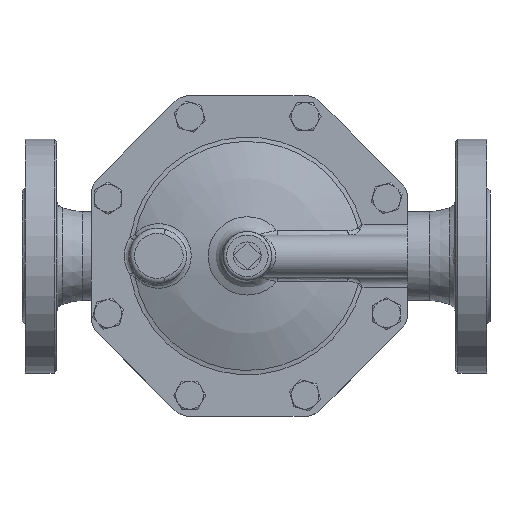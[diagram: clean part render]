
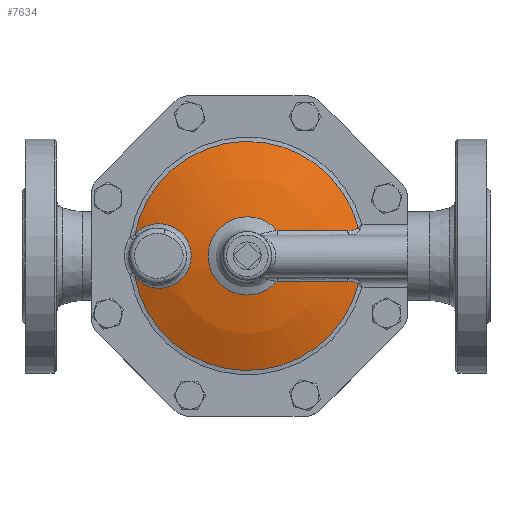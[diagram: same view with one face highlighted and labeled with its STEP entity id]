
A CAD part, top view. The second image highlights one B-rep face of the part: STEP entity #7634.
In plain terms, the highlighted spherical face has radius 160 mm.
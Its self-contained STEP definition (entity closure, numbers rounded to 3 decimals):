
#7198=CARTESIAN_POINT('',(-64.877,-12.508,17.035));
#7199=VERTEX_POINT('',#7198);
#7207=CARTESIAN_POINT('',(-64.877,12.508,17.035));
#7208=VERTEX_POINT('',#7207);
#7209=CARTESIAN_POINT('',(-64.877,-12.508,17.035));
#7210=CARTESIAN_POINT('',(-64.16,-13.301,17.287));
#7211=CARTESIAN_POINT('',(-62.981,-14.399,17.699));
#7212=CARTESIAN_POINT('',(-61.25,-15.636,18.301));
#7213=CARTESIAN_POINT('',(-59.44,-16.712,18.928));
#7214=CARTESIAN_POINT('',(-57.497,-17.553,19.599));
#7215=CARTESIAN_POINT('',(-55.491,-18.135,20.287));
#7216=CARTESIAN_POINT('',(-53.44,-18.548,20.989));
#7217=CARTESIAN_POINT('',(-51.51,-18.687,21.646));
#7218=CARTESIAN_POINT('',(-49.676,-18.613,22.267));
#7219=CARTESIAN_POINT('',(-48.635,-18.504,22.618));
#7220=CARTESIAN_POINT('',(-47.264,-18.283,23.08));
#7221=CARTESIAN_POINT('',(-45.642,-17.893,23.625));
#7222=CARTESIAN_POINT('',(-43.984,-17.288,24.179));
#7223=CARTESIAN_POINT('',(-42.703,-16.693,24.606));
#7224=CARTESIAN_POINT('',(-41.461,-16.028,25.019));
#7225=CARTESIAN_POINT('',(-39.977,-15.063,25.512));
#7226=CARTESIAN_POINT('',(-38.318,-13.691,26.06));
#7227=CARTESIAN_POINT('',(-37.072,-12.391,26.47));
#7228=CARTESIAN_POINT('',(-36.172,-11.273,26.766));
#7229=CARTESIAN_POINT('',(-34.913,-9.509,27.179));
#7230=CARTESIAN_POINT('',(-33.901,-7.537,27.51));
#7231=CARTESIAN_POINT('',(-33.2,-5.465,27.738));
#7232=CARTESIAN_POINT('',(-32.812,-4.052,27.865));
#7233=CARTESIAN_POINT('',(-32.482,-2.233,27.972));
#7234=CARTESIAN_POINT('',(-32.349,-0.015,28.016));
#7235=CARTESIAN_POINT('',(-32.477,2.18,27.974));
#7236=CARTESIAN_POINT('',(-32.865,4.365,27.848));
#7237=CARTESIAN_POINT('',(-33.402,6.13,27.672));
#7238=CARTESIAN_POINT('',(-33.949,7.485,27.494));
#7239=CARTESIAN_POINT('',(-34.569,8.796,27.291));
#7240=CARTESIAN_POINT('',(-35.491,10.371,26.989));
#7241=CARTESIAN_POINT('',(-36.586,11.821,26.63));
#7242=CARTESIAN_POINT('',(-37.552,12.893,26.312));
#7243=CARTESIAN_POINT('',(-38.568,13.896,25.977));
#7244=CARTESIAN_POINT('',(-39.94,15.036,25.524));
#7245=CARTESIAN_POINT('',(-41.733,16.208,24.929));
#7246=CARTESIAN_POINT('',(-43.638,17.16,24.295));
#7247=CARTESIAN_POINT('',(-46.265,18.123,23.417));
#7248=CARTESIAN_POINT('',(-49.048,18.637,22.48));
#7249=CARTESIAN_POINT('',(-51.497,18.667,21.65));
#7250=CARTESIAN_POINT('',(-52.88,18.569,21.179));
#7251=CARTESIAN_POINT('',(-54.609,18.349,20.59));
#7252=CARTESIAN_POINT('',(-56.49,17.892,19.945));
#7253=CARTESIAN_POINT('',(-58.459,17.136,19.267));
#7254=CARTESIAN_POINT('',(-59.876,16.451,18.777));
#7255=CARTESIAN_POINT('',(-61.243,15.641,18.303));
#7256=CARTESIAN_POINT('',(-62.979,14.4,17.699));
#7257=CARTESIAN_POINT('',(-64.16,13.301,17.287));
#7258=CARTESIAN_POINT('',(-64.877,12.508,17.035));
#7259=B_SPLINE_CURVE_WITH_KNOTS('',3,(#7209,#7210,#7211,#7212,#7213,#7214,#7215,#7216,#7217,#7218,#7219,#7220,#7221,#7222,#7223,#7224,#7225,#7226,#7227,#7228,#7229,#7230,#7231,#7232,#7233,#7234,#7235,#7236,#7237,#7238,#7239,#7240,#7241,#7242,#7243,#7244,#7245,#7246,#7247,#7248,#7249,#7250,#7251,#7252,#7253,#7254,#7255,#7256,#7257,#7258),.UNSPECIFIED.,.F.,.U.,(4,1,1,1,1,1,1,1,1,1,1,1,1,1,1,1,1,1,1,1,1,1,1,1,1,1,1,1,1,1,1,1,1,1,1,1,1,1,1,1,1,1,1,1,1,1,1,4),(-9.4,-9.064,-8.896,-8.728,-8.393,-8.225,-8.057,-7.721,-7.609,-7.47,-7.386,-7.162,-6.938,-6.826,-6.714,-6.49,-6.267,-6.043,-5.931,-5.819,-5.371,-5.259,-5.148,-4.924,-4.7,-4.476,-4.252,-4.029,-3.917,-3.805,-3.581,-3.357,-3.245,-3.133,-2.909,-2.686,-2.462,-2.238,-1.79,-1.567,-1.455,-1.343,-1.007,-0.839,-0.671,-0.504,-0.336,0.0),.UNSPECIFIED.);
#7260=EDGE_CURVE('',#7199,#7208,#7259,.T.);
#7488=CARTESIAN_POINT('',(63.991,-16.453,17.035));
#7489=VERTEX_POINT('',#7488);
#7500=CARTESIAN_POINT('',(0.,0.,17.035));
#7501=DIRECTION('',(0.0,0.0,-1.0));
#7502=DIRECTION('',(-1.0,0.0,0.0));
#7503=AXIS2_PLACEMENT_3D('',#7500,#7501,#7502);
#7504=CIRCLE('',#7503,66.072);
#7505=EDGE_CURVE('',#7489,#7199,#7504,.T.);
#7534=CARTESIAN_POINT('',(63.991,16.453,17.035));
#7535=VERTEX_POINT('',#7534);
#7536=CARTESIAN_POINT('',(0.,0.,17.035));
#7537=DIRECTION('',(0.0,0.0,-1.0));
#7538=DIRECTION('',(-1.0,0.0,0.0));
#7539=AXIS2_PLACEMENT_3D('',#7536,#7537,#7538);
#7540=CIRCLE('',#7539,66.072);
#7541=EDGE_CURVE('',#7208,#7535,#7540,.T.);
#7565=CARTESIAN_POINT('',(0.0,0.0,-128.685));
#7566=DIRECTION('',(0.0,0.0,1.0));
#7567=DIRECTION('',(1.0,0.0,0.0));
#7568=AXIS2_PLACEMENT_3D('',#7565,#7566,#7567);
#7569=SPHERICAL_SURFACE('',#7568,160.0);
#7570=ORIENTED_EDGE('',*,*,#7260,.F.);
#7571=ORIENTED_EDGE('',*,*,#7505,.F.);
#7572=CARTESIAN_POINT('',(57.965,-14.724,19.717));
#7573=VERTEX_POINT('',#7572);
#7574=CARTESIAN_POINT('',(57.965,-14.724,19.717));
#7575=CARTESIAN_POINT('',(58.35,-14.724,19.567));
#7576=CARTESIAN_POINT('',(58.969,-14.742,19.32));
#7577=CARTESIAN_POINT('',(59.894,-14.821,18.94));
#7578=CARTESIAN_POINT('',(60.733,-14.939,18.586));
#7579=CARTESIAN_POINT('',(61.478,-15.102,18.259));
#7580=CARTESIAN_POINT('',(62.06,-15.276,17.996));
#7581=CARTESIAN_POINT('',(62.523,-15.443,17.781));
#7582=CARTESIAN_POINT('',(62.939,-15.633,17.583));
#7583=CARTESIAN_POINT('',(63.334,-15.861,17.388));
#7584=CARTESIAN_POINT('',(63.677,-16.108,17.212));
#7585=CARTESIAN_POINT('',(63.896,-16.33,17.091));
#7586=CARTESIAN_POINT('',(63.991,-16.453,17.035));
#7587=B_SPLINE_CURVE_WITH_KNOTS('',3,(#7574,#7575,#7576,#7577,#7578,#7579,#7580,#7581,#7582,#7583,#7584,#7585,#7586),.UNSPECIFIED.,.F.,.U.,(4,1,1,1,1,1,1,1,1,1,4),(-0.707,-0.581,-0.505,-0.404,-0.303,-0.253,-0.202,-0.139,-0.101,-0.051,0.),.UNSPECIFIED.);
#7588=EDGE_CURVE('',#7573,#7489,#7587,.T.);
#7589=ORIENTED_EDGE('',*,*,#7588,.F.);
#7590=CARTESIAN_POINT('',(17.13,-14.724,29.712));
#7591=VERTEX_POINT('',#7590);
#7592=CARTESIAN_POINT('',(0.,-14.724,-128.685));
#7593=DIRECTION('',(0.,1.,0.));
#7594=DIRECTION('',(-0.108,0.,-0.994));
#7595=AXIS2_PLACEMENT_3D('',#7592,#7593,#7594);
#7596=CIRCLE('',#7595,159.321);
#7597=EDGE_CURVE('',#7591,#7573,#7596,.T.);
#7598=ORIENTED_EDGE('',*,*,#7597,.F.);
#7599=CARTESIAN_POINT('',(17.13,14.724,29.712));
#7600=VERTEX_POINT('',#7599);
#7601=CARTESIAN_POINT('',(0.,0.,29.712));
#7602=DIRECTION('',(0.0,0.0,1.0));
#7603=DIRECTION('',(-1.0,0.0,0.0));
#7604=AXIS2_PLACEMENT_3D('',#7601,#7602,#7603);
#7605=CIRCLE('',#7604,22.588);
#7606=EDGE_CURVE('',#7600,#7591,#7605,.T.);
#7607=ORIENTED_EDGE('',*,*,#7606,.F.);
#7608=CARTESIAN_POINT('',(57.965,14.724,19.717));
#7609=VERTEX_POINT('',#7608);
#7610=CARTESIAN_POINT('',(0.0,14.724,-128.685));
#7611=DIRECTION('',(0.0,-1.,0.0));
#7612=DIRECTION('',(-0.108,0.0,-0.994));
#7613=AXIS2_PLACEMENT_3D('',#7610,#7611,#7612);
#7614=CIRCLE('',#7613,159.321);
#7615=EDGE_CURVE('',#7609,#7600,#7614,.T.);
#7616=ORIENTED_EDGE('',*,*,#7615,.F.);
#7617=CARTESIAN_POINT('',(63.991,16.453,17.035));
#7618=CARTESIAN_POINT('',(63.896,16.33,17.091));
#7619=CARTESIAN_POINT('',(63.677,16.108,17.212));
#7620=CARTESIAN_POINT('',(63.303,15.838,17.404));
#7621=CARTESIAN_POINT('',(62.904,15.616,17.6));
#7622=CARTESIAN_POINT('',(62.349,15.369,17.864));
#7623=CARTESIAN_POINT('',(61.339,15.042,18.325));
#7624=CARTESIAN_POINT('',(60.278,14.861,18.781));
#7625=CARTESIAN_POINT('',(59.047,14.746,19.289));
#7626=CARTESIAN_POINT('',(58.427,14.724,19.537));
#7627=CARTESIAN_POINT('',(57.965,14.724,19.717));
#7628=B_SPLINE_CURVE_WITH_KNOTS('',3,(#7617,#7618,#7619,#7620,#7621,#7622,#7623,#7624,#7625,#7626,#7627),.UNSPECIFIED.,.F.,.U.,(4,1,1,1,1,1,1,1,4),(-0.707,-0.657,-0.606,-0.556,-0.505,-0.404,-0.202,-0.152,0.),.UNSPECIFIED.);
#7629=EDGE_CURVE('',#7535,#7609,#7628,.T.);
#7630=ORIENTED_EDGE('',*,*,#7629,.F.);
#7631=ORIENTED_EDGE('',*,*,#7541,.F.);
#7632=EDGE_LOOP('',(#7570,#7571,#7589,#7598,#7607,#7616,#7630,#7631));
#7633=FACE_OUTER_BOUND('',#7632,.T.);
#7634=ADVANCED_FACE('',(#7633),#7569,.T.);
